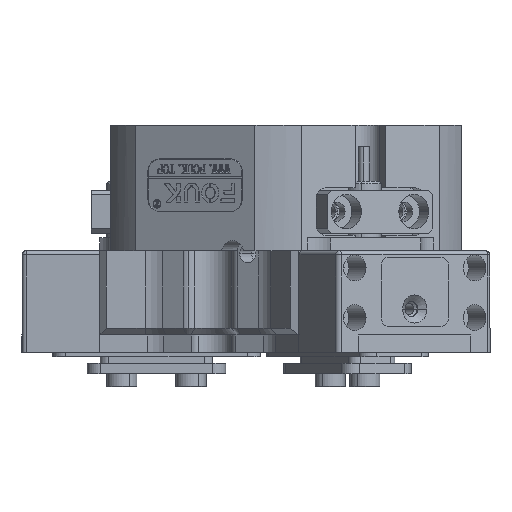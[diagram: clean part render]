
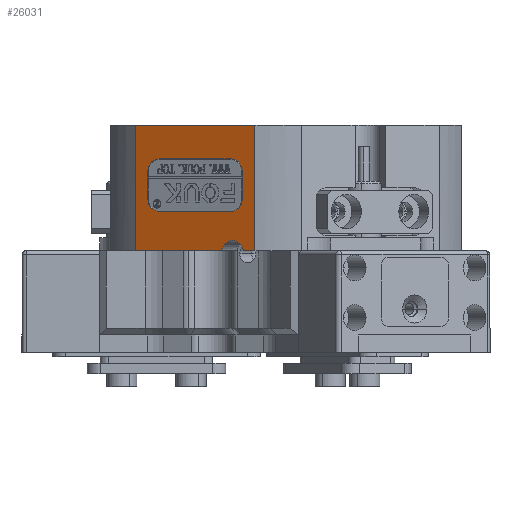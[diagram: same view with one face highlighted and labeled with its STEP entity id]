
A CAD part, front view. The second image highlights one B-rep face of the part: STEP entity #26031.
In plain terms, the highlighted planar face has unit normal (-0.5, -0.866, 0).
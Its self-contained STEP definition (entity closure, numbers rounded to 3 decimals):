
#715 = CARTESIAN_POINT ( 'NONE',  ( -46.115, -29.032, 111.928 ) ) ;
#1040 = EDGE_CURVE ( 'NONE', #38508, #42469, #8836, .T. ) ;
#3676 = EDGE_LOOP ( 'NONE', ( #6600, #37516, #25174, #27897, #52639, #43604 ) ) ;
#3695 = EDGE_CURVE ( 'NONE', #10974, #52595, #36535, .T. ) ;
#3720 = AXIS2_PLACEMENT_3D ( 'NONE', #29710, #34507, #38900 ) ;
#3981 = CARTESIAN_POINT ( 'NONE',  ( -23.972, -41.816, 71.228 ) ) ;
#4351 = EDGE_CURVE ( 'NONE', #9116, #21579, #28860, .T. ) ;
#4422 = CIRCLE ( 'NONE', #47401, 3. ) ;
#6175 = CIRCLE ( 'NONE', #8490, 3. ) ;
#6525 = VERTEX_POINT ( 'NONE', #27149 ) ;
#6600 = ORIENTED_EDGE ( 'NONE', *, *, #4351, .F. ) ;
#7025 = EDGE_CURVE ( 'NONE', #54795, #55116, #52011, .T. ) ;
#8002 = CARTESIAN_POINT ( 'NONE',  ( -26.614, -40.291, 90.728 ) ) ;
#8025 = EDGE_CURVE ( 'NONE', #6525, #10974, #19593, .T. ) ;
#8058 = ORIENTED_EDGE ( 'NONE', *, *, #8025, .F. ) ;
#8265 = CARTESIAN_POINT ( 'NONE',  ( -23.972, -41.816, 119.728 ) ) ;
#8323 = VERTEX_POINT ( 'NONE', #13913 ) ;
#8490 = AXIS2_PLACEMENT_3D ( 'NONE', #15318, #45447, #19529 ) ;
#8836 = CIRCLE ( 'NONE', #15823, 3. ) ;
#8932 = VECTOR ( 'NONE', #40999, 1000. ) ;
#9116 = VERTEX_POINT ( 'NONE', #16514 ) ;
#9277 = LINE ( 'NONE', #53872, #29734 ) ;
#9934 = DIRECTION ( 'NONE',  ( 0.866, -0.5, 0. ) ) ;
#9982 = ORIENTED_EDGE ( 'NONE', *, *, #31821, .F. ) ;
#10392 = CARTESIAN_POINT ( 'NONE',  ( -46.115, -29.032, 99.728 ) ) ;
#10447 = EDGE_CURVE ( 'NONE', #32782, #21579, #45438, .T. ) ;
#10953 = CARTESIAN_POINT ( 'NONE',  ( -23.972, -41.816, 90.728 ) ) ;
#10974 = VERTEX_POINT ( 'NONE', #15149 ) ;
#11304 = DIRECTION ( 'NONE',  ( -0.866, 0.5, 0. ) ) ;
#11841 = VECTOR ( 'NONE', #24208, 1000. ) ;
#12024 = EDGE_CURVE ( 'NONE', #52595, #38508, #26192, .T. ) ;
#12171 = CARTESIAN_POINT ( 'NONE',  ( -51.63, -25.848, 119.728 ) ) ;
#12973 = PLANE ( 'NONE',  #22950 ) ;
#13913 = CARTESIAN_POINT ( 'NONE',  ( -48.713, -27.532, 102.728 ) ) ;
#14531 = LINE ( 'NONE', #50440, #51601 ) ;
#14906 = ORIENTED_EDGE ( 'NONE', *, *, #54819, .F. ) ;
#15149 = CARTESIAN_POINT ( 'NONE',  ( -26.889, -40.132, 108.928 ) ) ;
#15318 = CARTESIAN_POINT ( 'NONE',  ( -46.115, -29.032, 102.728 ) ) ;
#15823 = AXIS2_PLACEMENT_3D ( 'NONE', #47710, #52127, #47889 ) ;
#16514 = CARTESIAN_POINT ( 'NONE',  ( -31.667, -37.373, 90.728 ) ) ;
#17982 = VERTEX_POINT ( 'NONE', #40242 ) ;
#18266 = FACE_BOUND ( 'NONE', #22157, .T. ) ;
#19031 = EDGE_CURVE ( 'NONE', #55116, #32782, #40649, .T. ) ;
#19529 = DIRECTION ( 'NONE',  ( 0.866, -0.5, 0. ) ) ;
#19593 = LINE ( 'NONE', #30253, #49808 ) ;
#21327 = DIRECTION ( 'NONE',  ( -0.5, -0.866, 0. ) ) ;
#21387 = VERTEX_POINT ( 'NONE', #8002 ) ;
#21511 = CARTESIAN_POINT ( 'NONE',  ( -29.487, -38.632, 108.928 ) ) ;
#21579 = VERTEX_POINT ( 'NONE', #48564 ) ;
#21887 = DIRECTION ( 'NONE',  ( 0., 0., 1. ) ) ;
#22157 = EDGE_LOOP ( 'NONE', ( #39243, #40064, #8058, #9982, #14906, #33732, #31843, #37467 ) ) ;
#22513 = CIRCLE ( 'NONE', #3720, 3. ) ;
#22950 = AXIS2_PLACEMENT_3D ( 'NONE', #43408, #30598, #39598 ) ;
#23237 = CARTESIAN_POINT ( 'NONE',  ( -37.801, -33.832, 119.728 ) ) ;
#23998 = CARTESIAN_POINT ( 'NONE',  ( -46.115, -29.032, 99.728 ) ) ;
#24208 = DIRECTION ( 'NONE',  ( 0., 0., -1. ) ) ;
#25174 = ORIENTED_EDGE ( 'NONE', *, *, #51496, .F. ) ;
#26031 = ADVANCED_FACE ( 'NONE', ( #18266, #27206 ), #12973, .F. ) ;
#26192 = LINE ( 'NONE', #715, #44754 ) ;
#27149 = CARTESIAN_POINT ( 'NONE',  ( -26.889, -40.132, 102.728 ) ) ;
#27206 = FACE_OUTER_BOUND ( 'NONE', #3676, .T. ) ;
#27711 = CARTESIAN_POINT ( 'NONE',  ( -29.141, -38.832, 90.028 ) ) ;
#27897 = ORIENTED_EDGE ( 'NONE', *, *, #7025, .T. ) ;
#28730 = CARTESIAN_POINT ( 'NONE',  ( -26.763, -40.205, 90.728 ) ) ;
#28789 = VERTEX_POINT ( 'NONE', #23998 ) ;
#28860 = LINE ( 'NONE', #28730, #48059 ) ;
#29710 = CARTESIAN_POINT ( 'NONE',  ( -29.487, -38.632, 102.728 ) ) ;
#29734 = VECTOR ( 'NONE', #53486, 1000. ) ;
#30253 = CARTESIAN_POINT ( 'NONE',  ( -26.889, -40.132, 108.928 ) ) ;
#30598 = DIRECTION ( 'NONE',  ( 0.5, 0.866, 0. ) ) ;
#30837 = LINE ( 'NONE', #10392, #8932 ) ;
#31360 = CARTESIAN_POINT ( 'NONE',  ( -48.713, -27.532, 108.928 ) ) ;
#31404 = DIRECTION ( 'NONE',  ( -0.866, 0.5, 0. ) ) ;
#31618 = EDGE_CURVE ( 'NONE', #8323, #28789, #6175, .T. ) ;
#31821 = EDGE_CURVE ( 'NONE', #17982, #6525, #22513, .T. ) ;
#31843 = ORIENTED_EDGE ( 'NONE', *, *, #52923, .F. ) ;
#32618 = EDGE_CURVE ( 'NONE', #21387, #9116, #4422, .T. ) ;
#32782 = VERTEX_POINT ( 'NONE', #12171 ) ;
#32811 = VECTOR ( 'NONE', #21887, 1000. ) ;
#33732 = ORIENTED_EDGE ( 'NONE', *, *, #31618, .F. ) ;
#34107 = DIRECTION ( 'NONE',  ( 0., 0., 1. ) ) ;
#34507 = DIRECTION ( 'NONE',  ( -0.5, -0.866, 0. ) ) ;
#35907 = VECTOR ( 'NONE', #44533, 1000. ) ;
#36535 = CIRCLE ( 'NONE', #50132, 3. ) ;
#36558 = DIRECTION ( 'NONE',  ( -0.5, -0.866, 0. ) ) ;
#37467 = ORIENTED_EDGE ( 'NONE', *, *, #1040, .F. ) ;
#37516 = ORIENTED_EDGE ( 'NONE', *, *, #32618, .F. ) ;
#38508 = VERTEX_POINT ( 'NONE', #49498 ) ;
#38900 = DIRECTION ( 'NONE',  ( 0.866, -0.5, 0. ) ) ;
#39243 = ORIENTED_EDGE ( 'NONE', *, *, #12024, .F. ) ;
#39556 = DIRECTION ( 'NONE',  ( -0.866, 0.5, 0. ) ) ;
#39598 = DIRECTION ( 'NONE',  ( -0.866, 0.5, 0. ) ) ;
#40064 = ORIENTED_EDGE ( 'NONE', *, *, #3695, .F. ) ;
#40242 = CARTESIAN_POINT ( 'NONE',  ( -29.487, -38.632, 99.728 ) ) ;
#40649 = LINE ( 'NONE', #23237, #35907 ) ;
#40999 = DIRECTION ( 'NONE',  ( 0.866, -0.5, 0. ) ) ;
#42469 = VERTEX_POINT ( 'NONE', #31360 ) ;
#43408 = CARTESIAN_POINT ( 'NONE',  ( -15.196, -46.883, 140.728 ) ) ;
#43604 = ORIENTED_EDGE ( 'NONE', *, *, #10447, .T. ) ;
#44533 = DIRECTION ( 'NONE',  ( -0.866, 0.5, 0. ) ) ;
#44754 = VECTOR ( 'NONE', #31404, 1000. ) ;
#45438 = LINE ( 'NONE', #46075, #11841 ) ;
#45447 = DIRECTION ( 'NONE',  ( -0.5, -0.866, 0. ) ) ;
#46075 = CARTESIAN_POINT ( 'NONE',  ( -51.63, -25.848, 71.228 ) ) ;
#47401 = AXIS2_PLACEMENT_3D ( 'NONE', #27711, #36558, #9934 ) ;
#47710 = CARTESIAN_POINT ( 'NONE',  ( -46.115, -29.032, 108.928 ) ) ;
#47889 = DIRECTION ( 'NONE',  ( 0.866, -0.5, 0. ) ) ;
#48059 = VECTOR ( 'NONE', #11304, 1000. ) ;
#48564 = CARTESIAN_POINT ( 'NONE',  ( -51.63, -25.848, 90.728 ) ) ;
#49498 = CARTESIAN_POINT ( 'NONE',  ( -46.115, -29.032, 111.928 ) ) ;
#49808 = VECTOR ( 'NONE', #34107, 1000. ) ;
#50132 = AXIS2_PLACEMENT_3D ( 'NONE', #21511, #21327, #39556 ) ;
#50440 = CARTESIAN_POINT ( 'NONE',  ( -48.713, -27.532, 108.928 ) ) ;
#51496 = EDGE_CURVE ( 'NONE', #54795, #21387, #9277, .T. ) ;
#51601 = VECTOR ( 'NONE', #54849, 1000. ) ;
#52011 = LINE ( 'NONE', #3981, #32811 ) ;
#52127 = DIRECTION ( 'NONE',  ( -0.5, -0.866, 0. ) ) ;
#52595 = VERTEX_POINT ( 'NONE', #55617 ) ;
#52639 = ORIENTED_EDGE ( 'NONE', *, *, #19031, .T. ) ;
#52923 = EDGE_CURVE ( 'NONE', #42469, #8323, #14531, .T. ) ;
#53486 = DIRECTION ( 'NONE',  ( -0.866, 0.5, 0. ) ) ;
#53872 = CARTESIAN_POINT ( 'NONE',  ( -26.763, -40.205, 90.728 ) ) ;
#54795 = VERTEX_POINT ( 'NONE', #10953 ) ;
#54819 = EDGE_CURVE ( 'NONE', #28789, #17982, #30837, .T. ) ;
#54849 = DIRECTION ( 'NONE',  ( 0., 0., -1. ) ) ;
#55116 = VERTEX_POINT ( 'NONE', #8265 ) ;
#55617 = CARTESIAN_POINT ( 'NONE',  ( -29.487, -38.632, 111.928 ) ) ;
